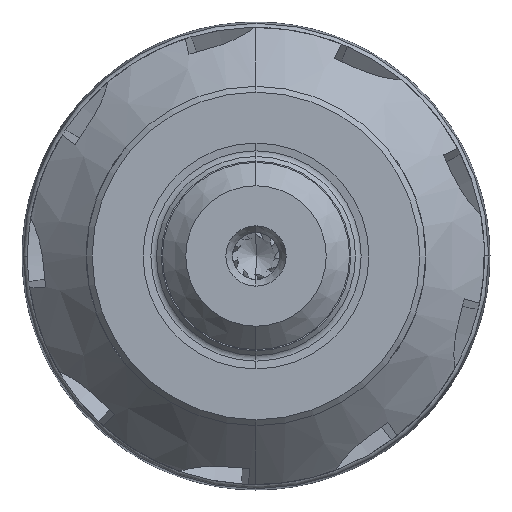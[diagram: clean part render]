
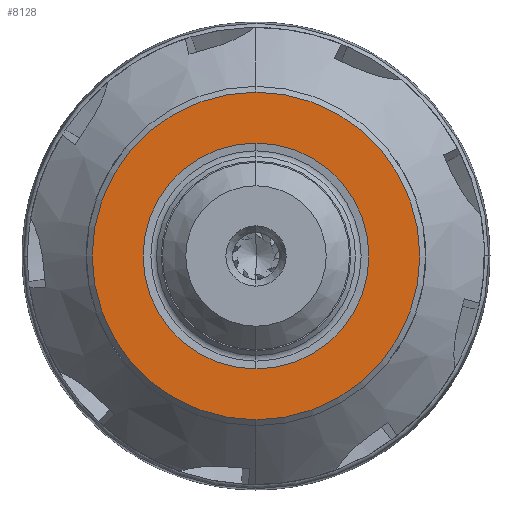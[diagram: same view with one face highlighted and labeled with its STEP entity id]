
A CAD part, left-side view. The second image highlights one B-rep face of the part: STEP entity #8128.
In plain terms, the highlighted planar face has unit normal (-1, 0, 0).
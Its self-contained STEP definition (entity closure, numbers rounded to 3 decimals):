
#151 = CARTESIAN_POINT ( 'NONE',  ( -34.55, 0., -14. ) ) ;
#178 = CARTESIAN_POINT ( 'NONE',  ( -34.55, 0., -9.653 ) ) ;
#200 = CARTESIAN_POINT ( 'NONE',  ( -34.55, 0., 9.653 ) ) ;
#205 = CARTESIAN_POINT ( 'NONE',  ( -34.55, 0., 14. ) ) ;
#1684 = ORIENTED_EDGE ( 'NONE', *, *, #8126, .T. ) ;
#1685 = ORIENTED_EDGE ( 'NONE', *, *, #6923, .T. ) ;
#1686 = ORIENTED_EDGE ( 'NONE', *, *, #5735, .F. ) ;
#1687 = ORIENTED_EDGE ( 'NONE', *, *, #6922, .F. ) ;
#1852 = VERTEX_POINT ( 'NONE', #151 ) ;
#1879 = VERTEX_POINT ( 'NONE', #178 ) ;
#1901 = VERTEX_POINT ( 'NONE', #200 ) ;
#1906 = VERTEX_POINT ( 'NONE', #205 ) ;
#1994 = CIRCLE ( 'NONE', #1996, 9.653 ) ;
#1996 = AXIS2_PLACEMENT_3D ( 'NONE', #4798, #4799, #4800 ) ;
#2000 = AXIS2_PLACEMENT_3D ( 'NONE', #4797, #4806, #4807 ) ;
#2598 = CARTESIAN_POINT ( 'NONE',  ( -34.55, 0., 0. ) ) ;
#2599 = DIRECTION ( 'NONE',  ( 1., 0., 0. ) ) ;
#2600 = DIRECTION ( 'NONE',  ( 0., 0., -1. ) ) ;
#3063 = CARTESIAN_POINT ( 'NONE',  ( -34.55, 0., 0. ) ) ;
#3064 = DIRECTION ( 'NONE',  ( 1., 0., 0. ) ) ;
#3065 = DIRECTION ( 'NONE',  ( 0., 0., -1. ) ) ;
#3066 = CARTESIAN_POINT ( 'NONE',  ( -34.55, 0., 0. ) ) ;
#3067 = DIRECTION ( 'NONE',  ( 1., 0., 0. ) ) ;
#3068 = DIRECTION ( 'NONE',  ( 0., 0., -1. ) ) ;
#3834 = EDGE_LOOP ( 'NONE', ( #1686, #1687 ) ) ;
#3861 = EDGE_LOOP ( 'NONE', ( #1684, #1685 ) ) ;
#4796 = FACE_BOUND ( 'NONE', #3861, .T. ) ;
#4797 = CARTESIAN_POINT ( 'NONE',  ( -34.55, 9.653, 0. ) ) ;
#4798 = CARTESIAN_POINT ( 'NONE',  ( -34.55, 0., 0. ) ) ;
#4799 = DIRECTION ( 'NONE',  ( 1., 0., 0. ) ) ;
#4800 = DIRECTION ( 'NONE',  ( 0., 0., -1. ) ) ;
#4801 = FACE_OUTER_BOUND ( 'NONE', #3834, .T. ) ;
#4805 = PLANE ( 'NONE',  #2000 ) ;
#4806 = DIRECTION ( 'NONE',  ( -1., 0., 0. ) ) ;
#4807 = DIRECTION ( 'NONE',  ( 0., 0., 1. ) ) ;
#5431 = CIRCLE ( 'NONE', #5433, 14. ) ;
#5432 = CIRCLE ( 'NONE', #5435, 9.653 ) ;
#5433 = AXIS2_PLACEMENT_3D ( 'NONE', #3063, #3064, #3065 ) ;
#5435 = AXIS2_PLACEMENT_3D ( 'NONE', #3066, #3067, #3068 ) ;
#5735 = EDGE_CURVE ( 'NONE', #1852, #1906, #7075, .T. ) ;
#6922 = EDGE_CURVE ( 'NONE', #1906, #1852, #5431, .T. ) ;
#6923 = EDGE_CURVE ( 'NONE', #1879, #1901, #5432, .T. ) ;
#7075 = CIRCLE ( 'NONE', #7088, 14. ) ;
#7088 = AXIS2_PLACEMENT_3D ( 'NONE', #2598, #2599, #2600 ) ;
#8126 = EDGE_CURVE ( 'NONE', #1901, #1879, #1994, .T. ) ;
#8128 = ADVANCED_FACE ( 'NONE', ( #4796, #4801 ), #4805, .T. ) ;
